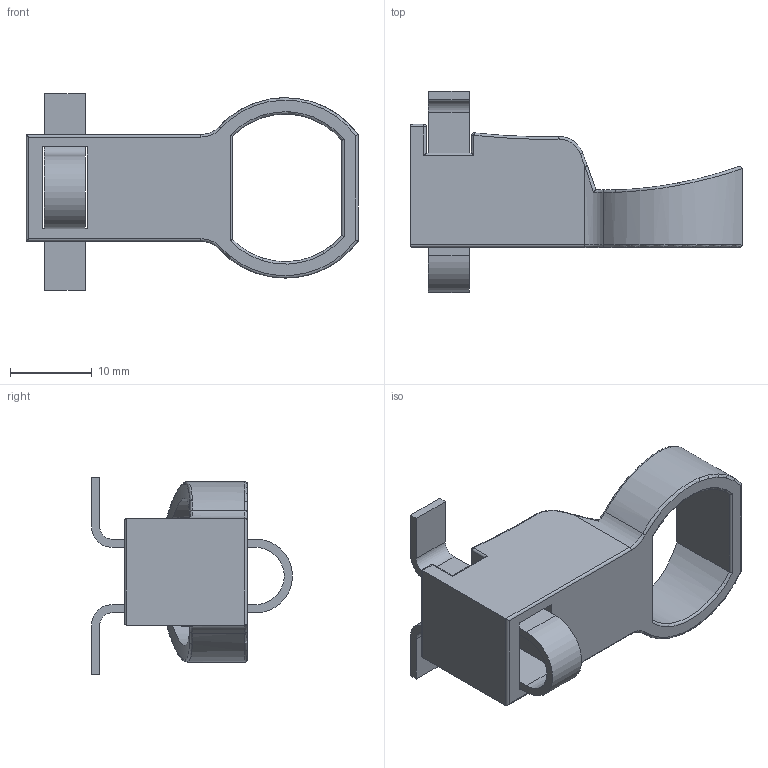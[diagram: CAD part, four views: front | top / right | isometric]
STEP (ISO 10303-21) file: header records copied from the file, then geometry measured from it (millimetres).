
FILE_DESCRIPTION((''),'2;1');
FILE_NAME('NM8-250_SUO_ASM','2021-01-08T09:58:06',('zhxmin'),(''),'CREO PARAMETRIC BY PTC INC, 2018020','CREO PARAMETRIC BY PTC INC, 2018020','');
FILE_SCHEMA(('CONFIG_CONTROL_DESIGN','SHAPE_APPEARANCE_LAYERS_GROUPS'));
Length unit declared in the file: metre
Products named in the file (4): 8-123-124_1; 8-271-169_1; ASM0001_ASM; NM8-250_SUO_ASM
Assembly tree (3 placements, depth 3):
  NM8-250_SUO_ASM
    ASM0001_ASM
      8-123-124_1
      8-271-169_1
Bounding box: 40.5 x 24.5 x 24 mm (x, y, z)
Volume: 3722.6 mm3; surface area: 4222.4 mm2
Topology: 2 solids, 2 shells, 95 faces, 258 edges, 161 vertices
Faces by surface type: cylinder 39, plane 34, torus 14, bspline 4, sphere 4
Entity records: 3768 total; most frequent: CARTESIAN_POINT 1175, ORIENTED_EDGE 508, DIRECTION 497, EDGE_CURVE 254, AXIS2_PLACEMENT_3D 187, VERTEX_POINT 161, COLOUR_RGB 124, VECTOR 123
